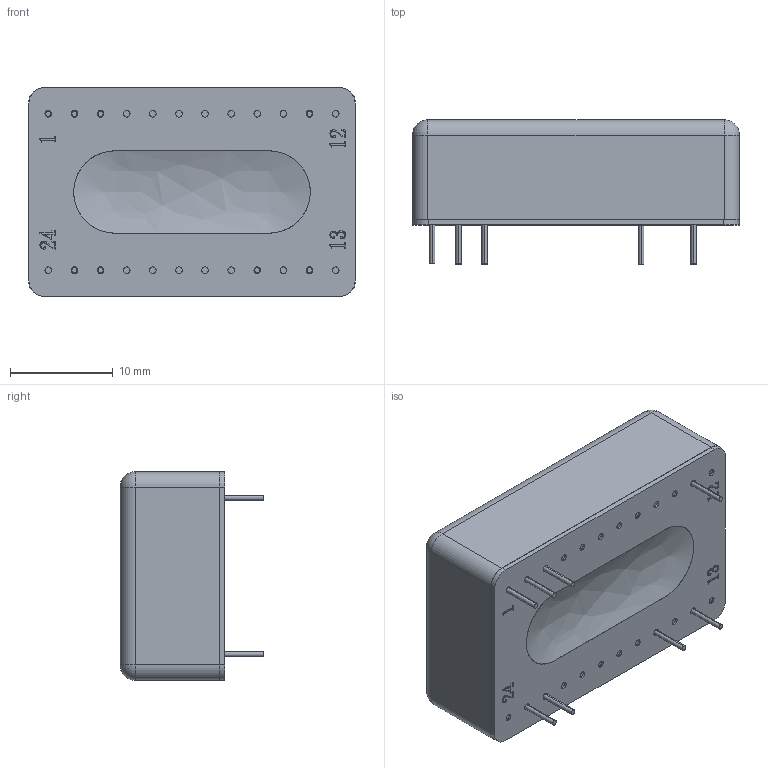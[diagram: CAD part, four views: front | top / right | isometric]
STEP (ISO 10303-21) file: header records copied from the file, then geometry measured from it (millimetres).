
FILE_DESCRIPTION (( 'STEP AP214' ), '1' );
FILE_NAME ('RSDW08組合圖 -1060104.STEP', '2020-05-21T03:35:17', ( '' ), ( '' ), 'SwSTEP 2.0', 'SolidWorks 2017', '' );
FILE_SCHEMA (( 'AUTOMOTIVE_DESIGN' ));
Length unit declared in the file: millimetre
Products named in the file (4): RSDW08 CASE-1060104; RSDW08 BASE-1060104; RSDW08-IN-1060104; RSDW08組合圖 -1060104
Assembly tree (3 placements, depth 2):
  RSDW08組合圖 -1060104
    RSDW08 BASE-1060104
    RSDW08 CASE-1060104
    RSDW08-IN-1060104
Bounding box: 31.8 x 14 x 20.3 mm (x, y, z)
Volume: 6447.9 mm3; surface area: 6395.8 mm2
Topology: 3 solids, 3 shells, 444 faces, 1119 edges, 712 vertices
Faces by surface type: cylinder 148, plane 135, bspline 101, cone 48, sphere 12
Entity records: 16772 total; most frequent: CARTESIAN_POINT 6081, ORIENTED_EDGE 2214, DIRECTION 1937, EDGE_CURVE 1107, VERTEX_POINT 712, AXIS2_PLACEMENT_3D 695, LINE 547, VECTOR 547
